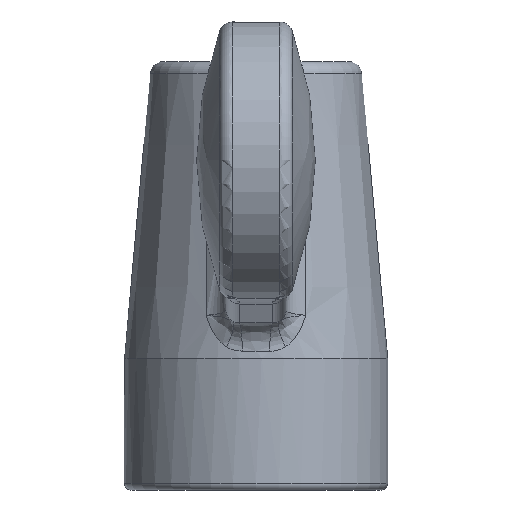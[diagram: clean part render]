
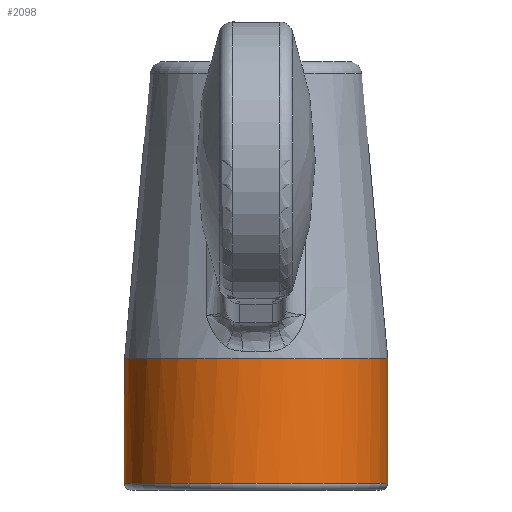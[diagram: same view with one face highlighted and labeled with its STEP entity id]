
A CAD part, front view. The second image highlights one B-rep face of the part: STEP entity #2098.
In plain terms, the highlighted cylindrical face has radius 10 mm (diameter 20 mm), a full revolution.
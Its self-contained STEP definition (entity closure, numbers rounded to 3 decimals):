
#112=CYLINDRICAL_SURFACE('',#2240,10.);
#571=ORIENTED_EDGE('',*,*,#847,.F.);
#572=ORIENTED_EDGE('',*,*,#831,.T.);
#831=EDGE_CURVE('',#974,#974,#1055,.T.);
#847=EDGE_CURVE('',#980,#980,#1065,.T.);
#974=VERTEX_POINT('',#4473);
#980=VERTEX_POINT('',#4510);
#1055=CIRCLE('',#2216,10.);
#1065=CIRCLE('',#2241,10.);
#1158=EDGE_LOOP('',(#571));
#1159=EDGE_LOOP('',(#572));
#1276=FACE_BOUND('',#1158,.T.);
#1277=FACE_BOUND('',#1159,.T.);
#2098=ADVANCED_FACE('',(#1276,#1277),#112,.T.);
#2216=AXIS2_PLACEMENT_3D('',#4472,#2475,#2476);
#2240=AXIS2_PLACEMENT_3D('',#4508,#2529,#2530);
#2241=AXIS2_PLACEMENT_3D('',#4509,#2531,#2532);
#2475=DIRECTION('',(0.,0.,1.));
#2476=DIRECTION('',(1.,0.,0.));
#2529=DIRECTION('',(0.,0.,1.));
#2530=DIRECTION('',(1.,0.,0.));
#2531=DIRECTION('',(0.,0.,1.));
#2532=DIRECTION('',(1.,0.,0.));
#4472=CARTESIAN_POINT('',(0.,0.,0.5));
#4473=CARTESIAN_POINT('',(10.,0.,0.5));
#4508=CARTESIAN_POINT('',(0.,0.,32.));
#4509=CARTESIAN_POINT('',(0.,0.,10.));
#4510=CARTESIAN_POINT('',(10.,0.,10.));
